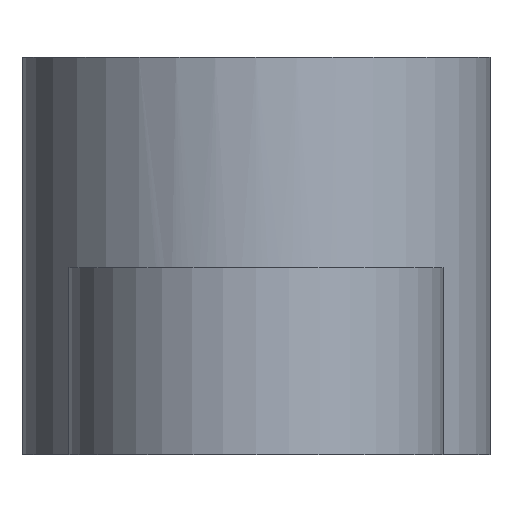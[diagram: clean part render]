
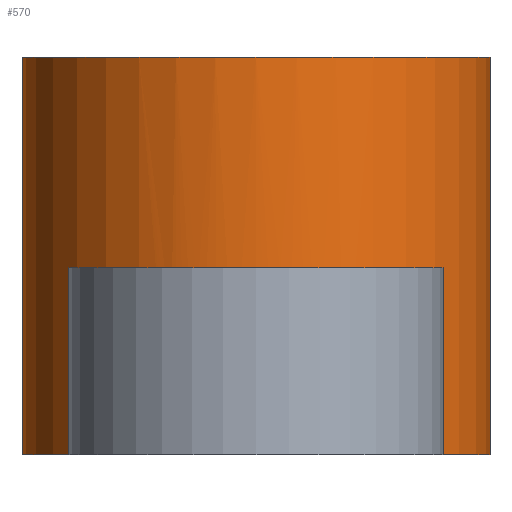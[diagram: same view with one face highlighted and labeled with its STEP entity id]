
A CAD part, left-side view. The second image highlights one B-rep face of the part: STEP entity #570.
In plain terms, the highlighted cylindrical face has radius 5 mm (diameter 10 mm), a full revolution.
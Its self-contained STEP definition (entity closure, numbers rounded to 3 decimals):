
#65=B_SPLINE_CURVE_WITH_KNOTS('',3,(#1131,#1132,#1133,#1134,#1135,#1136,
#1137,#1138,#1139,#1140),.UNSPECIFIED.,.F.,.F.,(4,2,2,2,4),(0.305,
0.381,0.458,0.534,0.61),
 .UNSPECIFIED.);
#66=B_SPLINE_CURVE_WITH_KNOTS('',3,(#1143,#1144,#1145,#1146,#1147,#1148,
#1149,#1150,#1151,#1152),.UNSPECIFIED.,.F.,.F.,(4,2,2,2,4),(0.61,
0.686,0.763,0.839,0.915),
 .UNSPECIFIED.);
#67=B_SPLINE_CURVE_WITH_KNOTS('',3,(#1153,#1154,#1155,#1156,#1157,#1158,
#1159,#1160,#1161,#1162,#1163,#1164,#1165,#1166,#1167,#1168,#1169,#1170,
#1171),.UNSPECIFIED.,.F.,.F.,(4,2,2,2,3,2,2,2,4),(0.915,0.992,
1.068,1.144,1.22,1.297,1.373,
1.449,1.525),.UNSPECIFIED.);
#101=FACE_OUTER_BOUND('',#143,.T.);
#143=EDGE_LOOP('',(#472,#473,#474,#475,#476,#477,#478,#479));
#168=LINE('',#1289,#183);
#183=VECTOR('',#795,5.);
#215=CIRCLE('',#653,5.);
#216=CIRCLE('',#654,5.);
#217=CIRCLE('',#655,5.);
#252=VERTEX_POINT('',#1129);
#253=VERTEX_POINT('',#1130);
#254=VERTEX_POINT('',#1142);
#268=VERTEX_POINT('',#1285);
#269=VERTEX_POINT('',#1286);
#317=EDGE_CURVE('',#252,#253,#65,.T.);
#319=EDGE_CURVE('',#253,#254,#66,.T.);
#320=EDGE_CURVE('',#254,#252,#67,.T.);
#342=EDGE_CURVE('',#268,#269,#215,.T.);
#343=EDGE_CURVE('',#269,#268,#216,.T.);
#344=EDGE_CURVE('',#269,#254,#168,.T.);
#345=EDGE_CURVE('',#252,#252,#217,.T.);
#472=ORIENTED_EDGE('',*,*,#342,.F.);
#473=ORIENTED_EDGE('',*,*,#343,.F.);
#474=ORIENTED_EDGE('',*,*,#344,.T.);
#475=ORIENTED_EDGE('',*,*,#319,.F.);
#476=ORIENTED_EDGE('',*,*,#317,.F.);
#477=ORIENTED_EDGE('',*,*,#345,.F.);
#478=ORIENTED_EDGE('',*,*,#320,.F.);
#479=ORIENTED_EDGE('',*,*,#344,.F.);
#540=CYLINDRICAL_SURFACE('',#652,5.);
#570=ADVANCED_FACE('',(#101),#540,.T.);
#652=AXIS2_PLACEMENT_3D('',#1284,#789,#790);
#653=AXIS2_PLACEMENT_3D('',#1287,#791,#792);
#654=AXIS2_PLACEMENT_3D('',#1288,#793,#794);
#655=AXIS2_PLACEMENT_3D('',#1290,#796,#797);
#789=DIRECTION('center_axis',(0.,0.,1.));
#790=DIRECTION('ref_axis',(1.,0.,0.));
#791=DIRECTION('center_axis',(0.,0.,1.));
#792=DIRECTION('ref_axis',(1.,0.,0.));
#793=DIRECTION('center_axis',(0.,0.,1.));
#794=DIRECTION('ref_axis',(1.,0.,0.));
#795=DIRECTION('',(0.,0.,-1.));
#796=DIRECTION('center_axis',(0.,0.,-1.));
#797=DIRECTION('ref_axis',(1.,0.,0.));
#1129=CARTESIAN_POINT('',(44.997,0.,-2.));
#1130=CARTESIAN_POINT('',(45.415,-2.,0.));
#1131=CARTESIAN_POINT('Ctrl Pts',(44.997,0.,
-2.));
#1132=CARTESIAN_POINT('Ctrl Pts',(44.997,-0.254,-2.));
#1133=CARTESIAN_POINT('Ctrl Pts',(45.019,-0.523,-1.949));
#1134=CARTESIAN_POINT('Ctrl Pts',(45.095,-1.015,-1.744));
#1135=CARTESIAN_POINT('Ctrl Pts',(45.15,-1.238,-1.59));
#1136=CARTESIAN_POINT('Ctrl Pts',(45.254,-1.59,-1.238));
#1137=CARTESIAN_POINT('Ctrl Pts',(45.31,-1.744,-1.015));
#1138=CARTESIAN_POINT('Ctrl Pts',(45.391,-1.949,-0.523));
#1139=CARTESIAN_POINT('Ctrl Pts',(45.415,-2.,-0.254));
#1140=CARTESIAN_POINT('Ctrl Pts',(45.415,-2.,0.));
#1142=CARTESIAN_POINT('',(44.997,0.,2.));
#1143=CARTESIAN_POINT('Ctrl Pts',(45.415,-2.,0.));
#1144=CARTESIAN_POINT('Ctrl Pts',(45.415,-2.,0.254));
#1145=CARTESIAN_POINT('Ctrl Pts',(45.391,-1.949,0.523));
#1146=CARTESIAN_POINT('Ctrl Pts',(45.31,-1.744,1.015));
#1147=CARTESIAN_POINT('Ctrl Pts',(45.254,-1.59,1.238));
#1148=CARTESIAN_POINT('Ctrl Pts',(45.15,-1.238,1.59));
#1149=CARTESIAN_POINT('Ctrl Pts',(45.095,-1.015,1.744));
#1150=CARTESIAN_POINT('Ctrl Pts',(45.019,-0.523,1.949));
#1151=CARTESIAN_POINT('Ctrl Pts',(44.997,-0.254,2.));
#1152=CARTESIAN_POINT('Ctrl Pts',(44.997,0.,
2.));
#1153=CARTESIAN_POINT('Ctrl Pts',(44.997,0.,
2.));
#1154=CARTESIAN_POINT('Ctrl Pts',(44.997,0.254,2.));
#1155=CARTESIAN_POINT('Ctrl Pts',(45.019,0.523,1.949));
#1156=CARTESIAN_POINT('Ctrl Pts',(45.095,1.015,1.744));
#1157=CARTESIAN_POINT('Ctrl Pts',(45.15,1.238,1.59));
#1158=CARTESIAN_POINT('Ctrl Pts',(45.254,1.59,1.238));
#1159=CARTESIAN_POINT('Ctrl Pts',(45.31,1.744,1.015));
#1160=CARTESIAN_POINT('Ctrl Pts',(45.391,1.949,0.523));
#1161=CARTESIAN_POINT('Ctrl Pts',(45.415,2.,0.254));
#1162=CARTESIAN_POINT('Ctrl Pts',(45.415,2.,0.));
#1163=CARTESIAN_POINT('Ctrl Pts',(45.415,2.,-0.254));
#1164=CARTESIAN_POINT('Ctrl Pts',(45.391,1.949,-0.523));
#1165=CARTESIAN_POINT('Ctrl Pts',(45.31,1.744,-1.015));
#1166=CARTESIAN_POINT('Ctrl Pts',(45.254,1.59,-1.238));
#1167=CARTESIAN_POINT('Ctrl Pts',(45.15,1.238,-1.59));
#1168=CARTESIAN_POINT('Ctrl Pts',(45.095,1.015,-1.744));
#1169=CARTESIAN_POINT('Ctrl Pts',(45.019,0.523,-1.949));
#1170=CARTESIAN_POINT('Ctrl Pts',(44.997,0.254,-2.));
#1171=CARTESIAN_POINT('Ctrl Pts',(44.997,0.,
-2.));
#1284=CARTESIAN_POINT('Origin',(49.997,0.,2.));
#1285=CARTESIAN_POINT('',(54.997,0.,6.5));
#1286=CARTESIAN_POINT('',(44.997,0.,6.5));
#1287=CARTESIAN_POINT('Origin',(49.997,0.,6.5));
#1288=CARTESIAN_POINT('Origin',(49.997,0.,6.5));
#1289=CARTESIAN_POINT('',(44.997,0.,2.));
#1290=CARTESIAN_POINT('Origin',(49.997,0.,-2.));
